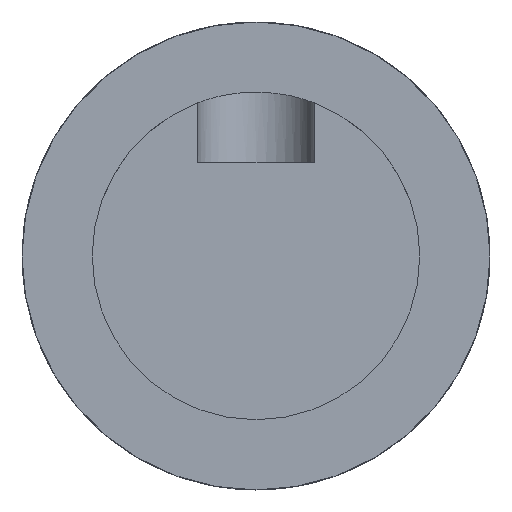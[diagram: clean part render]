
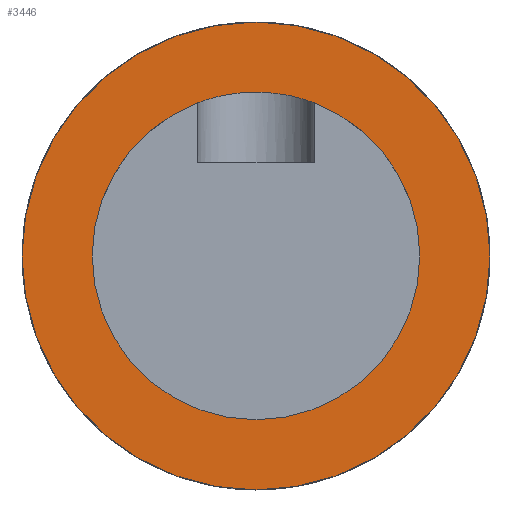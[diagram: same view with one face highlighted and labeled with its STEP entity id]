
A CAD part, left-side view. The second image highlights one B-rep face of the part: STEP entity #3446.
In plain terms, the highlighted planar face has unit normal (-1, 0, 0).
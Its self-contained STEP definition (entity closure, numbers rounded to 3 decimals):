
#72=CARTESIAN_POINT('',(35.,0.,0.));
#73=DIRECTION('',(1.,0.,0.));
#74=DIRECTION('',(0.,1.,0.));
#75=AXIS2_PLACEMENT_3D('',#72,#73,#74);
#81=CARTESIAN_POINT('',(35.,0.,0.));
#82=DIRECTION('',(1.,0.,0.));
#83=DIRECTION('',(0.,-1.,0.));
#84=AXIS2_PLACEMENT_3D('',#81,#82,#83);
#90=CARTESIAN_POINT('',(35.,0.,0.));
#91=DIRECTION('',(1.,0.,0.));
#92=DIRECTION('',(0.,-1.,0.));
#93=AXIS2_PLACEMENT_3D('',#90,#91,#92);
#95=CARTESIAN_POINT('',(35.,0.,0.));
#96=DIRECTION('',(1.,0.,0.));
#97=DIRECTION('',(0.,1.,0.));
#98=AXIS2_PLACEMENT_3D('',#95,#96,#97);
#3133=CARTESIAN_POINT('',(35.,-10.,0.));
#3134=CARTESIAN_POINT('',(35.,10.,0.));
#3135=VERTEX_POINT('',#3133);
#3136=VERTEX_POINT('',#3134);
#3137=CARTESIAN_POINT('',(35.,-7.,0.));
#3138=CARTESIAN_POINT('',(35.,7.,0.));
#3139=VERTEX_POINT('',#3137);
#3140=VERTEX_POINT('',#3138);
#3431=CARTESIAN_POINT('',(35.,0.,0.));
#3432=DIRECTION('',(1.,0.,0.));
#3433=DIRECTION('',(0.,-1.,0.));
#3434=AXIS2_PLACEMENT_3D('',#3431,#3432,#3433);
#3435=PLANE('',#3434);
#3437=ORIENTED_EDGE('',*,*,#3436,.T.);
#3439=ORIENTED_EDGE('',*,*,#3438,.T.);
#3440=EDGE_LOOP('',(#3437,#3439));
#3441=FACE_OUTER_BOUND('',#3440,.F.);
#3442=ORIENTED_EDGE('',*,*,#3423,.F.);
#3443=ORIENTED_EDGE('',*,*,#3398,.F.);
#3444=EDGE_LOOP('',(#3442,#3443));
#3445=FACE_BOUND('',#3444,.F.);
#76=CIRCLE('',#75,7.);
#85=CIRCLE('',#84,7.);
#94=CIRCLE('',#93,10.);
#99=CIRCLE('',#98,10.);
#3398=EDGE_CURVE('',#3140,#3139,#76,.T.);
#3423=EDGE_CURVE('',#3139,#3140,#85,.T.);
#3436=EDGE_CURVE('',#3135,#3136,#94,.T.);
#3438=EDGE_CURVE('',#3136,#3135,#99,.T.);
#3446=ADVANCED_FACE('',(#3441,#3445),#3435,.F.);
